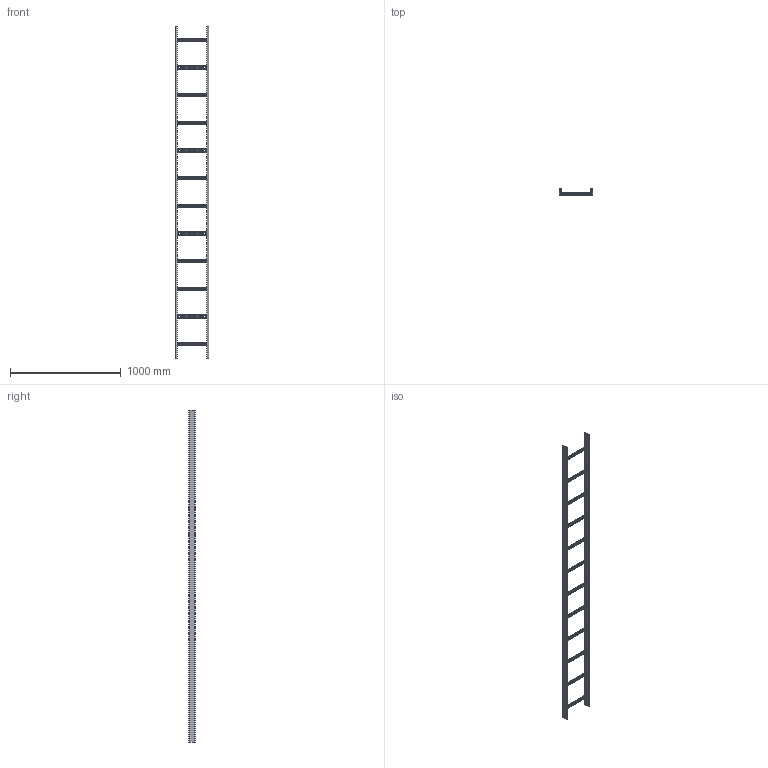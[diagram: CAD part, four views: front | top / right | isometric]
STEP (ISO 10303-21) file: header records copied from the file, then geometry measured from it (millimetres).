
FILE_DESCRIPTION (( 'STEP AP203' ), '1' );
FILE_NAME ('10-02-1218.STEP', '2013-05-02T07:37:40', ( 'asennus' ), ( '' ), 'SwSTEP 2.0', 'SolidWorks 2013', '' );
FILE_SCHEMA (( 'CONFIG_CONTROL_DESIGN' ));
Length unit declared in the file: millimetre
Products named in the file (1): 10-02-1218
Bounding box: 300 x 60 x 3000 mm (x, y, z)
Volume: 1000948.8 mm3; surface area: 2015738.9 mm2
Topology: 14 solids, 14 shells, 1220 faces, 3000 edges, 1808 vertices
Faces by surface type: plane 780, cylinder 440
Entity records: 35855 total; most frequent: DIRECTION 6322, CARTESIAN_POINT 6029, ORIENTED_EDGE 6000, EDGE_CURVE 3000, VECTOR 2120, LINE 2120, AXIS2_PLACEMENT_3D 2101, VERTEX_POINT 1808
